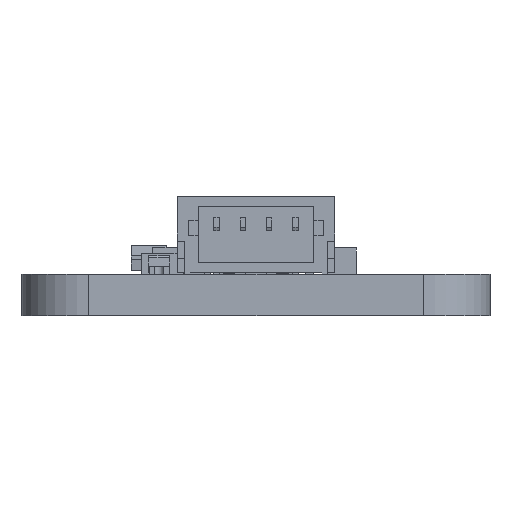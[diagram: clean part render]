
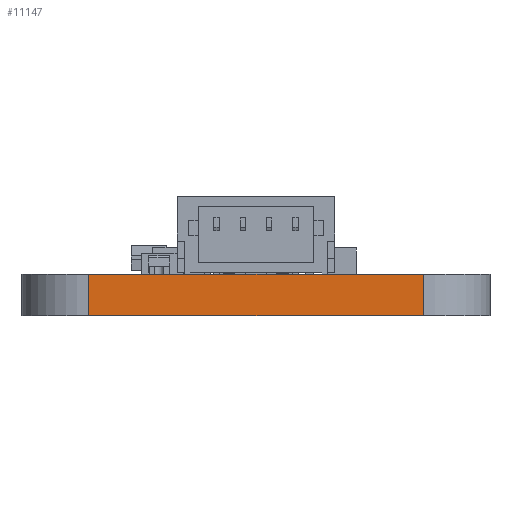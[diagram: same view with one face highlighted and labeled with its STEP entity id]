
A CAD part, left-side view. The second image highlights one B-rep face of the part: STEP entity #11147.
In plain terms, the highlighted planar face has unit normal (-1, 0, 0).
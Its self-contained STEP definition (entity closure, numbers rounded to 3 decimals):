
#207=PLANE('',#11928);
#703=FACE_OUTER_BOUND('',#1298,.T.);
#1298=EDGE_LOOP('',(#7516,#7517,#7518,#7519));
#1970=LINE('',#15917,#3290);
#1971=LINE('',#15920,#3291);
#1972=LINE('',#15922,#3292);
#1973=LINE('',#15923,#3293);
#3290=VECTOR('',#12914,10.);
#3291=VECTOR('',#12917,10.);
#3292=VECTOR('',#12918,10.);
#3293=VECTOR('',#12919,10.);
#4872=VERTEX_POINT('',#15913);
#4873=VERTEX_POINT('',#15915);
#4874=VERTEX_POINT('',#15919);
#4875=VERTEX_POINT('',#15921);
#5920=EDGE_CURVE('',#4872,#4873,#1970,.T.);
#5921=EDGE_CURVE('',#4874,#4872,#1971,.T.);
#5922=EDGE_CURVE('',#4875,#4873,#1972,.T.);
#5923=EDGE_CURVE('',#4874,#4875,#1973,.T.);
#7516=ORIENTED_EDGE('',*,*,#5921,.T.);
#7517=ORIENTED_EDGE('',*,*,#5920,.T.);
#7518=ORIENTED_EDGE('',*,*,#5922,.F.);
#7519=ORIENTED_EDGE('',*,*,#5923,.F.);
#11147=ADVANCED_FACE('',(#703),#207,.T.);
#11928=AXIS2_PLACEMENT_3D('',#15918,#12915,#12916);
#12914=DIRECTION('',(0.,0.,1.));
#12915=DIRECTION('center_axis',(-1.,0.,0.));
#12916=DIRECTION('ref_axis',(0.,-1.,0.));
#12917=DIRECTION('',(0.,-1.,0.));
#12918=DIRECTION('',(0.,-1.,0.));
#12919=DIRECTION('',(0.,0.,1.));
#15913=CARTESIAN_POINT('',(0.,2.54,0.));
#15915=CARTESIAN_POINT('',(0.,2.54,1.57));
#15917=CARTESIAN_POINT('',(0.,2.54,0.));
#15918=CARTESIAN_POINT('Origin',(0.,15.24,0.));
#15919=CARTESIAN_POINT('',(0.,15.24,0.));
#15920=CARTESIAN_POINT('',(0.,15.24,0.));
#15921=CARTESIAN_POINT('',(0.,15.24,1.57));
#15922=CARTESIAN_POINT('',(0.,15.24,1.57));
#15923=CARTESIAN_POINT('',(0.,15.24,0.));
